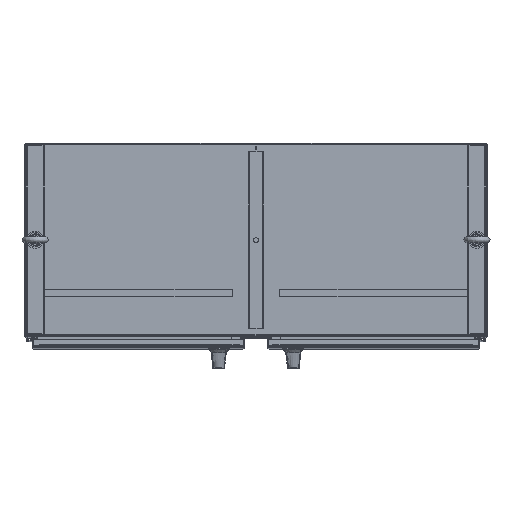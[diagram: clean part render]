
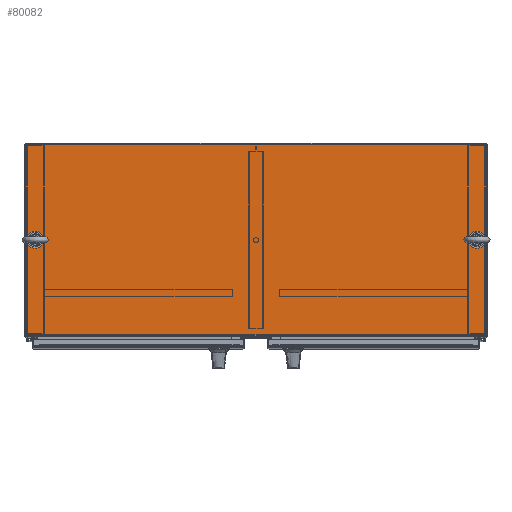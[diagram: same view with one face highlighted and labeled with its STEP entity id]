
A CAD part, top view. The second image highlights one B-rep face of the part: STEP entity #80082.
In plain terms, the highlighted planar face has unit normal (0, 0, 1).
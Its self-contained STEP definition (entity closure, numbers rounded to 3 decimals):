
#961 = FACE_BOUND ( 'NONE', #20334, .T. ) ;
#2658 = DIRECTION ( 'NONE',  ( 1., 0., 0. ) ) ;
#5694 = CARTESIAN_POINT ( 'NONE',  ( 23.935, -24.593, 45.03 ) ) ;
#5721 = VECTOR ( 'NONE', #11640, 39.37 ) ;
#5728 = ORIENTED_EDGE ( 'NONE', *, *, #29521, .F. ) ;
#9587 = DIRECTION ( 'NONE',  ( 0., 0., -1. ) ) ;
#10033 = CARTESIAN_POINT ( 'NONE',  ( -23.935, -24.45, 45.03 ) ) ;
#10131 = CARTESIAN_POINT ( 'NONE',  ( 22.935, -14.562, 45.03 ) ) ;
#10737 = DIRECTION ( 'NONE',  ( 1., 0., 0. ) ) ;
#11584 = DIRECTION ( 'NONE',  ( 0., -1., 0. ) ) ;
#11640 = DIRECTION ( 'NONE',  ( 0., 1., 0. ) ) ;
#12281 = ORIENTED_EDGE ( 'NONE', *, *, #42587, .T. ) ;
#18566 = DIRECTION ( 'NONE',  ( 0., 0., 1. ) ) ;
#20334 = EDGE_LOOP ( 'NONE', ( #49978 ) ) ;
#20348 = VECTOR ( 'NONE', #95228, 39.37 ) ;
#20490 = EDGE_CURVE ( 'NONE', #77642, #24277, #63307, .T. ) ;
#22220 = CARTESIAN_POINT ( 'NONE',  ( 23.935, -4.628, 45.03 ) ) ;
#23720 = CARTESIAN_POINT ( 'NONE',  ( 23.935, -4.628, 45.03 ) ) ;
#24277 = VERTEX_POINT ( 'NONE', #90799 ) ;
#27064 = PLANE ( 'NONE',  #86662 ) ;
#29521 = EDGE_CURVE ( 'NONE', #112060, #83889, #49953, .T. ) ;
#32431 = CARTESIAN_POINT ( 'NONE',  ( -23.935, -24.45, 45.03 ) ) ;
#35573 = FACE_OUTER_BOUND ( 'NONE', #93192, .T. ) ;
#36128 = LINE ( 'NONE', #10033, #47795 ) ;
#41881 = LINE ( 'NONE', #23720, #20348 ) ;
#42587 = EDGE_CURVE ( 'NONE', #61911, #61911, #72217, .T. ) ;
#47795 = VECTOR ( 'NONE', #2658, 39.37 ) ;
#49953 = LINE ( 'NONE', #5694, #97912 ) ;
#49978 = ORIENTED_EDGE ( 'NONE', *, *, #56821, .T. ) ;
#51026 = VERTEX_POINT ( 'NONE', #68574 ) ;
#53874 = DIRECTION ( 'NONE',  ( 0., 0., -1. ) ) ;
#56635 = CARTESIAN_POINT ( 'NONE',  ( 23.935, -24.45, 45.03 ) ) ;
#56821 = EDGE_CURVE ( 'NONE', #51026, #51026, #107233, .T. ) ;
#59157 = EDGE_CURVE ( 'NONE', #24277, #112060, #41881, .T. ) ;
#61389 = AXIS2_PLACEMENT_3D ( 'NONE', #10131, #9587, #89024 ) ;
#61718 = CARTESIAN_POINT ( 'NONE',  ( -23.935, -24.593, 45.03 ) ) ;
#61911 = VERTEX_POINT ( 'NONE', #79528 ) ;
#63307 = LINE ( 'NONE', #99014, #5721 ) ;
#67175 = ORIENTED_EDGE ( 'NONE', *, *, #59157, .F. ) ;
#68574 = CARTESIAN_POINT ( 'NONE',  ( -22.591, -14.562, 45.03 ) ) ;
#70195 = FACE_BOUND ( 'NONE', #97152, .T. ) ;
#72217 = CIRCLE ( 'NONE', #61389, 0.344 ) ;
#75655 = EDGE_CURVE ( 'NONE', #77642, #83889, #36128, .T. ) ;
#77642 = VERTEX_POINT ( 'NONE', #32431 ) ;
#79528 = CARTESIAN_POINT ( 'NONE',  ( 23.279, -14.562, 45.03 ) ) ;
#80082 = ADVANCED_FACE ( 'NONE', ( #961, #35573, #70195 ), #27064, .T. ) ;
#83889 = VERTEX_POINT ( 'NONE', #56635 ) ;
#86662 = AXIS2_PLACEMENT_3D ( 'NONE', #61718, #18566, #87830 ) ;
#87830 = DIRECTION ( 'NONE',  ( 1., 0., 0. ) ) ;
#89024 = DIRECTION ( 'NONE',  ( 1., 0., 0. ) ) ;
#90049 = ORIENTED_EDGE ( 'NONE', *, *, #75655, .T. ) ;
#90799 = CARTESIAN_POINT ( 'NONE',  ( -23.935, -4.628, 45.03 ) ) ;
#93192 = EDGE_LOOP ( 'NONE', ( #5728, #67175, #112398, #90049 ) ) ;
#95228 = DIRECTION ( 'NONE',  ( 1., 0., 0. ) ) ;
#97006 = CARTESIAN_POINT ( 'NONE',  ( -22.935, -14.562, 45.03 ) ) ;
#97152 = EDGE_LOOP ( 'NONE', ( #12281 ) ) ;
#97912 = VECTOR ( 'NONE', #11584, 39.37 ) ;
#99014 = CARTESIAN_POINT ( 'NONE',  ( -23.935, -4.628, 45.03 ) ) ;
#105375 = AXIS2_PLACEMENT_3D ( 'NONE', #97006, #53874, #10737 ) ;
#107233 = CIRCLE ( 'NONE', #105375, 0.344 ) ;
#112060 = VERTEX_POINT ( 'NONE', #22220 ) ;
#112398 = ORIENTED_EDGE ( 'NONE', *, *, #20490, .F. ) ;
